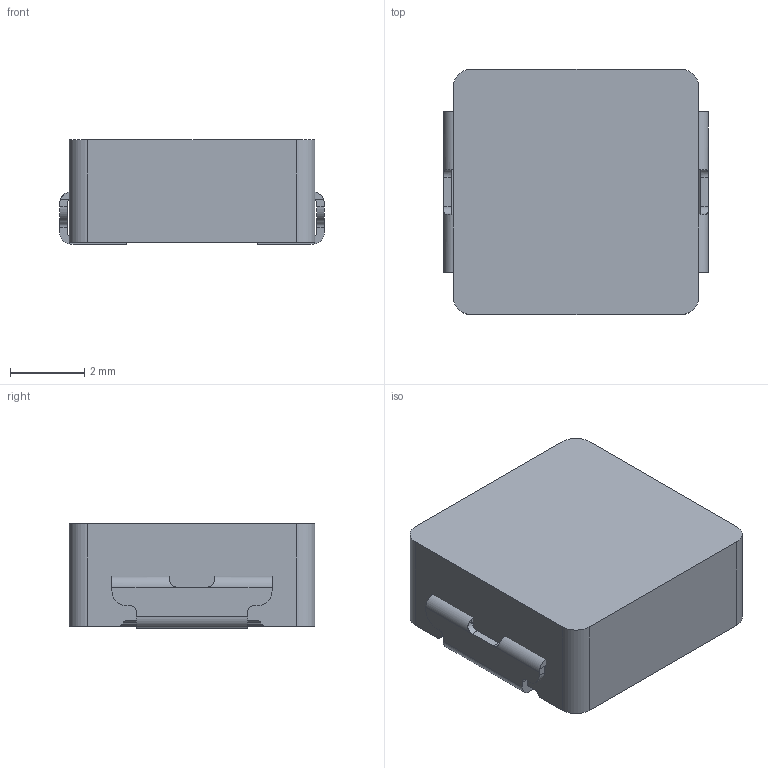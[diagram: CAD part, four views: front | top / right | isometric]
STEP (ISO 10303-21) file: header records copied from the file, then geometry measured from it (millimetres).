
FILE_DESCRIPTION(('FreeCAD Model'),'2;1');
FILE_NAME('Open CASCADE Shape Model','2025-11-02T19:08:47',(''),(''), 'Open CASCADE STEP processor 7.8','FreeCAD','Unknown');
FILE_SCHEMA(('AUTOMOTIVE_DESIGN { 1 0 10303 214 1 1 1 1 }'));
Length unit declared in the file: millimetre
Products named in the file (6): Assembly; TMPV0615; TMPV0603; TMPV0604; TMPV0605; TMPV0606
Assembly tree (5 placements, depth 3):
  Assembly
    TMPV0615
      TMPV0603
      TMPV0604
      TMPV0605
      TMPV0606
Bounding box: 7.1 x 6.6 x 2.8 mm (x, y, z)
Surface area: 354.3 mm2
Topology: 4 solids, 4 shells, 198 faces, 451 edges, 261 vertices
Faces by surface type: torus 100, plane 52, cylinder 42, extrusion 4
Full cylindrical faces by diameter (mm): 0.37 x2
Entity records: 6439 total; most frequent: CARTESIAN_POINT 2131, ORIENTED_EDGE 902, DIRECTION 896, EDGE_CURVE 451, AXIS2_PLACEMENT_3D 369, VERTEX_POINT 261, ADVANCED_FACE 198, FACE_BOUND 198
